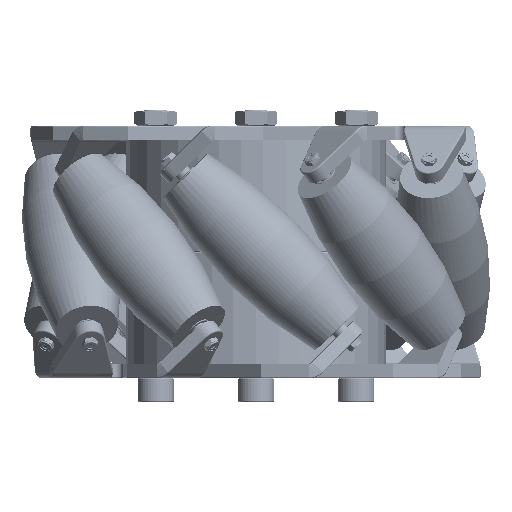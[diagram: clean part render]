
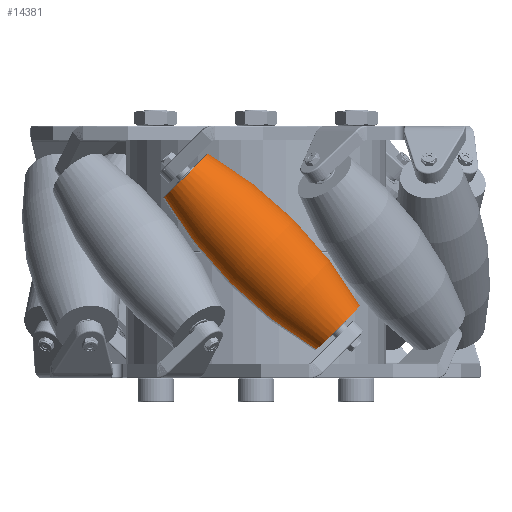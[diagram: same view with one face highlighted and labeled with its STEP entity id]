
A CAD part, left-side view. The second image highlights one B-rep face of the part: STEP entity #14381.
In plain terms, the highlighted toroidal (fillet/blend) face has major radius 76.984 mm and minor radius 86.346 mm.
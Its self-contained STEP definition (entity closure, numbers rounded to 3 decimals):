
#165 = DIRECTION ( 'NONE',  ( 0., 0., -1. ) ) ;
#465 = EDGE_CURVE ( 'NONE', #14498, #27887, #15559, .T. ) ;
#573 = ORIENTED_EDGE ( 'NONE', *, *, #19814, .T. ) ;
#738 = ORIENTED_EDGE ( 'NONE', *, *, #1158, .F. ) ;
#1158 = EDGE_CURVE ( 'NONE', #27887, #29992, #4693, .T. ) ;
#1751 = DIRECTION ( 'NONE',  ( -1., 0., 0. ) ) ;
#1961 = CARTESIAN_POINT ( 'NONE',  ( -25.577, 12.671, 0. ) ) ;
#2259 = CARTESIAN_POINT ( 'NONE',  ( -25.577, -31.509, 0. ) ) ;
#4693 = CIRCLE ( 'NONE', #8107, 6.488 ) ;
#4809 = VERTEX_POINT ( 'NONE', #13388 ) ;
#6888 = EDGE_LOOP ( 'NONE', ( #31906, #573, #738, #19833 ) ) ;
#7371 = DIRECTION ( 'NONE',  ( 0., 0., 1. ) ) ;
#8107 = AXIS2_PLACEMENT_3D ( 'NONE', #24124, #13803, #31590 ) ;
#9703 = DIRECTION ( 'NONE',  ( 0., 1., 0. ) ) ;
#10029 = AXIS2_PLACEMENT_3D ( 'NONE', #30647, #165, #18062 ) ;
#13388 = CARTESIAN_POINT ( 'NONE',  ( -12.602, -31.509, 0. ) ) ;
#13803 = DIRECTION ( 'NONE',  ( 0., 1., 0. ) ) ;
#14381 = ADVANCED_FACE ( 'NONE', ( #23218 ), #22428, .T. ) ;
#14467 = AXIS2_PLACEMENT_3D ( 'NONE', #29980, #9703, #1751 ) ;
#14498 = VERTEX_POINT ( 'NONE', #2259 ) ;
#14873 = DIRECTION ( 'NONE',  ( 1., 0., 0. ) ) ;
#15503 = CARTESIAN_POINT ( 'NONE',  ( -19.09, -9.419, 0. ) ) ;
#15559 = CIRCLE ( 'NONE', #10029, 86.345 ) ;
#15618 = EDGE_CURVE ( 'NONE', #14498, #4809, #23947, .T. ) ;
#17421 = CIRCLE ( 'NONE', #29025, 86.345 ) ;
#17839 = DIRECTION ( 'NONE',  ( -1., 0., 0. ) ) ;
#18062 = DIRECTION ( 'NONE',  ( -1., 0., 0. ) ) ;
#19814 = EDGE_CURVE ( 'NONE', #4809, #29992, #17421, .T. ) ;
#19833 = ORIENTED_EDGE ( 'NONE', *, *, #465, .F. ) ;
#22428 = TOROIDAL_SURFACE ( 'NONE', #30848, -76.984, 86.345 ) ;
#23218 = FACE_OUTER_BOUND ( 'NONE', #6888, .T. ) ;
#23947 = CIRCLE ( 'NONE', #14467, 6.488 ) ;
#24124 = CARTESIAN_POINT ( 'NONE',  ( -19.09, 12.671, 0. ) ) ;
#27887 = VERTEX_POINT ( 'NONE', #1961 ) ;
#28162 = DIRECTION ( 'NONE',  ( 0., 1., 0. ) ) ;
#29025 = AXIS2_PLACEMENT_3D ( 'NONE', #30114, #7371, #14873 ) ;
#29980 = CARTESIAN_POINT ( 'NONE',  ( -19.09, -31.509, 0. ) ) ;
#29992 = VERTEX_POINT ( 'NONE', #30236 ) ;
#30114 = CARTESIAN_POINT ( 'NONE',  ( -96.074, -9.419, 0. ) ) ;
#30236 = CARTESIAN_POINT ( 'NONE',  ( -12.602, 12.671, 0. ) ) ;
#30647 = CARTESIAN_POINT ( 'NONE',  ( 57.895, -9.419, 0. ) ) ;
#30848 = AXIS2_PLACEMENT_3D ( 'NONE', #15503, #28162, #17839 ) ;
#31590 = DIRECTION ( 'NONE',  ( -1., 0., 0. ) ) ;
#31906 = ORIENTED_EDGE ( 'NONE', *, *, #15618, .T. ) ;
